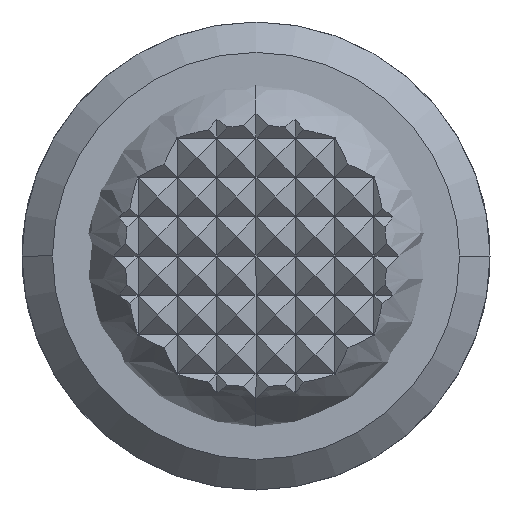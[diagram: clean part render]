
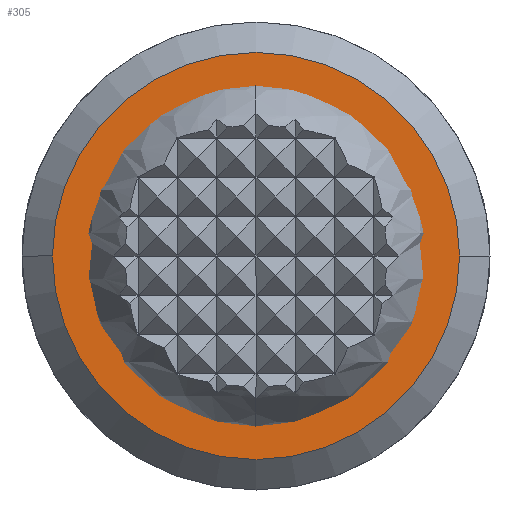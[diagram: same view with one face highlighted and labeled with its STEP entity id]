
A CAD part, left-side view. The second image highlights one B-rep face of the part: STEP entity #305.
In plain terms, the highlighted planar face has unit normal (-1, 0, 0).
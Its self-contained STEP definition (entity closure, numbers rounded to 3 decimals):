
#305=ADVANCED_FACE('',(#811),#812,.T.);
#811=FACE_OUTER_BOUND('',#1521,.T.);
#812=PLANE('',#1522);
#1521=EDGE_LOOP('',(#2344,#2345));
#1522=AXIS2_PLACEMENT_3D('',#2346,#2347,#2348);
#2344=ORIENTED_EDGE('',*,*,#4006,.T.);
#2345=ORIENTED_EDGE('',*,*,#3935,.T.);
#2346=CARTESIAN_POINT('',(0.0,0.0,0.0));
#2347=DIRECTION('',(-1.0,0.0,0.0));
#2348=DIRECTION('',(0.0,0.0,1.0));
#3935=EDGE_CURVE('',#4593,#4590,#4594,.T.);
#4006=EDGE_CURVE('',#4590,#4593,#4698,.T.);
#4590=VERTEX_POINT('',#5443);
#4593=VERTEX_POINT('',#5447);
#4594=CIRCLE('',#5448,8.7);
#4698=CIRCLE('',#5573,8.7);
#5443=CARTESIAN_POINT('',(0.0,0.0,-8.7));
#5447=CARTESIAN_POINT('',(0.0,0.,8.7));
#5448=AXIS2_PLACEMENT_3D('',#6602,#6603,#6604);
#5573=AXIS2_PLACEMENT_3D('',#6716,#6717,#6718);
#6602=CARTESIAN_POINT('',(0.0,0.0,0.0));
#6603=DIRECTION('',(-1.0,0.0,0.0));
#6604=DIRECTION('',(0.0,0.0,-1.0));
#6716=CARTESIAN_POINT('',(0.0,0.0,0.0));
#6717=DIRECTION('',(-1.0,0.0,0.0));
#6718=DIRECTION('',(0.0,0.0,-1.0));
